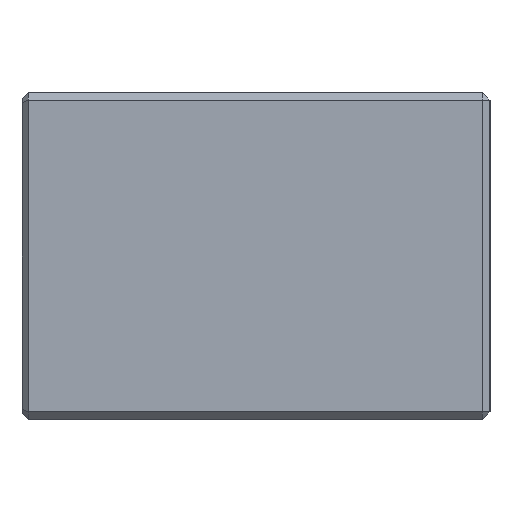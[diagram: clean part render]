
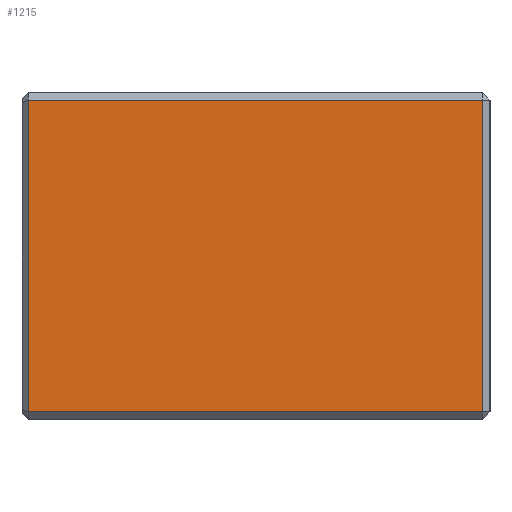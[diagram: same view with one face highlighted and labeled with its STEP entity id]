
A CAD part, left-side view. The second image highlights one B-rep face of the part: STEP entity #1215.
In plain terms, the highlighted planar face has unit normal (-1, 0, 0).
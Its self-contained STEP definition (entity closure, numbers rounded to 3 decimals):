
#89 = PLANE ( 'NONE',  #709 ) ;
#147 = DIRECTION ( 'NONE',  ( 0., -1., 0. ) ) ;
#214 = CARTESIAN_POINT ( 'NONE',  ( -29.9, 30.6, 10.325 ) ) ;
#225 = ORIENTED_EDGE ( 'NONE', *, *, #600, .T. ) ;
#250 = CARTESIAN_POINT ( 'NONE',  ( -29.9, 31., 10.325 ) ) ;
#281 = DIRECTION ( 'NONE',  ( 1., 0., 0. ) ) ;
#302 = VERTEX_POINT ( 'NONE', #545 ) ;
#347 = LINE ( 'NONE', #676, #1104 ) ;
#400 = ORIENTED_EDGE ( 'NONE', *, *, #722, .T. ) ;
#412 = VERTEX_POINT ( 'NONE', #456 ) ;
#435 = VECTOR ( 'NONE', #147, 1000. ) ;
#456 = CARTESIAN_POINT ( 'NONE',  ( -29.9, 0.5, 10.325 ) ) ;
#489 = ORIENTED_EDGE ( 'NONE', *, *, #632, .T. ) ;
#505 = CARTESIAN_POINT ( 'NONE',  ( -29.9, 30.6, -10.325 ) ) ;
#519 = DIRECTION ( 'NONE',  ( 0., 1., 0. ) ) ;
#545 = CARTESIAN_POINT ( 'NONE',  ( -29.9, 30.6, -10.325 ) ) ;
#593 = LINE ( 'NONE', #250, #623 ) ;
#600 = EDGE_CURVE ( 'NONE', #895, #412, #347, .T. ) ;
#623 = VECTOR ( 'NONE', #519, 1000. ) ;
#632 = EDGE_CURVE ( 'NONE', #1043, #302, #1148, .T. ) ;
#639 = ORIENTED_EDGE ( 'NONE', *, *, #789, .T. ) ;
#648 = DIRECTION ( 'NONE',  ( 0., 0., 1. ) ) ;
#676 = CARTESIAN_POINT ( 'NONE',  ( -29.9, 0.5, 0. ) ) ;
#709 = AXIS2_PLACEMENT_3D ( 'NONE', #959, #281, #648 ) ;
#722 = EDGE_CURVE ( 'NONE', #302, #895, #794, .T. ) ;
#740 = VECTOR ( 'NONE', #1002, 1000. ) ;
#742 = FACE_OUTER_BOUND ( 'NONE', #1166, .T. ) ;
#789 = EDGE_CURVE ( 'NONE', #412, #1043, #593, .T. ) ;
#794 = LINE ( 'NONE', #1004, #435 ) ;
#895 = VERTEX_POINT ( 'NONE', #1042 ) ;
#959 = CARTESIAN_POINT ( 'NONE',  ( -29.9, 31., 0. ) ) ;
#975 = DIRECTION ( 'NONE',  ( 0., 0., 1. ) ) ;
#1002 = DIRECTION ( 'NONE',  ( 0., 0., -1. ) ) ;
#1004 = CARTESIAN_POINT ( 'NONE',  ( -29.9, 31., -10.325 ) ) ;
#1042 = CARTESIAN_POINT ( 'NONE',  ( -29.9, 0.5, -10.325 ) ) ;
#1043 = VERTEX_POINT ( 'NONE', #214 ) ;
#1104 = VECTOR ( 'NONE', #975, 1000. ) ;
#1148 = LINE ( 'NONE', #505, #740 ) ;
#1166 = EDGE_LOOP ( 'NONE', ( #639, #489, #400, #225 ) ) ;
#1215 = ADVANCED_FACE ( 'NONE', ( #742 ), #89, .F. ) ;
